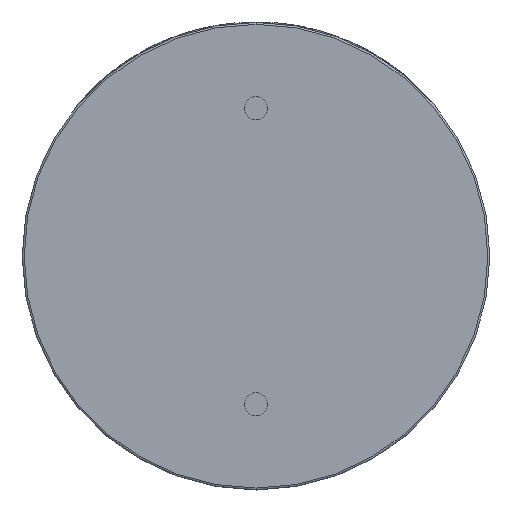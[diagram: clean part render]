
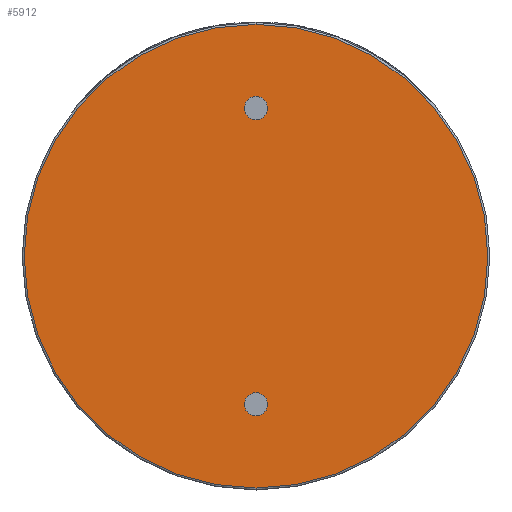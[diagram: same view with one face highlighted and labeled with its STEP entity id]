
A CAD part, front view. The second image highlights one B-rep face of the part: STEP entity #5912.
In plain terms, the highlighted planar face has unit normal (0, -1, 0).
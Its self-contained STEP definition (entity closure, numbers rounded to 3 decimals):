
#330 = DIRECTION ( 'NONE',  ( 0., -1., 0. ) ) ;
#426 = FACE_OUTER_BOUND ( 'NONE', #4577, .T. ) ;
#1394 = CARTESIAN_POINT ( 'NONE',  ( 0., 0., 0. ) ) ;
#2185 = DIRECTION ( 'NONE',  ( 0., 0., -1. ) ) ;
#3204 = EDGE_CURVE ( 'NONE', #9741, #8940, #3445, .T. ) ;
#3445 = CIRCLE ( 'NONE', #4163, 5.95 ) ;
#3663 = CARTESIAN_POINT ( 'NONE',  ( 0., 0., 0. ) ) ;
#3759 = ORIENTED_EDGE ( 'NONE', *, *, #4132, .T. ) ;
#4132 = EDGE_CURVE ( 'NONE', #8940, #9741, #6383, .T. ) ;
#4163 = AXIS2_PLACEMENT_3D ( 'NONE', #3663, #9173, #4468 ) ;
#4468 = DIRECTION ( 'NONE',  ( 0., 0., -1. ) ) ;
#4577 = EDGE_LOOP ( 'NONE', ( #3759, #7439 ) ) ;
#5047 = PLANE ( 'NONE',  #5497 ) ;
#5497 = AXIS2_PLACEMENT_3D ( 'NONE', #8945, #330, #5832 ) ;
#5822 = CARTESIAN_POINT ( 'NONE',  ( 0., 0., -5.95 ) ) ;
#5832 = DIRECTION ( 'NONE',  ( 0., 0., -1. ) ) ;
#5912 = ADVANCED_FACE ( 'NONE', ( #426 ), #5047, .T. ) ;
#6383 = CIRCLE ( 'NONE', #7112, 5.95 ) ;
#6867 = DIRECTION ( 'NONE',  ( 0., -1., 0. ) ) ;
#7112 = AXIS2_PLACEMENT_3D ( 'NONE', #1394, #6867, #2185 ) ;
#7439 = ORIENTED_EDGE ( 'NONE', *, *, #3204, .T. ) ;
#8940 = VERTEX_POINT ( 'NONE', #5822 ) ;
#8945 = CARTESIAN_POINT ( 'NONE',  ( 0., 0., 0. ) ) ;
#9173 = DIRECTION ( 'NONE',  ( 0., -1., 0. ) ) ;
#9197 = CARTESIAN_POINT ( 'NONE',  ( 0., 0., 5.95 ) ) ;
#9741 = VERTEX_POINT ( 'NONE', #9197 ) ;
